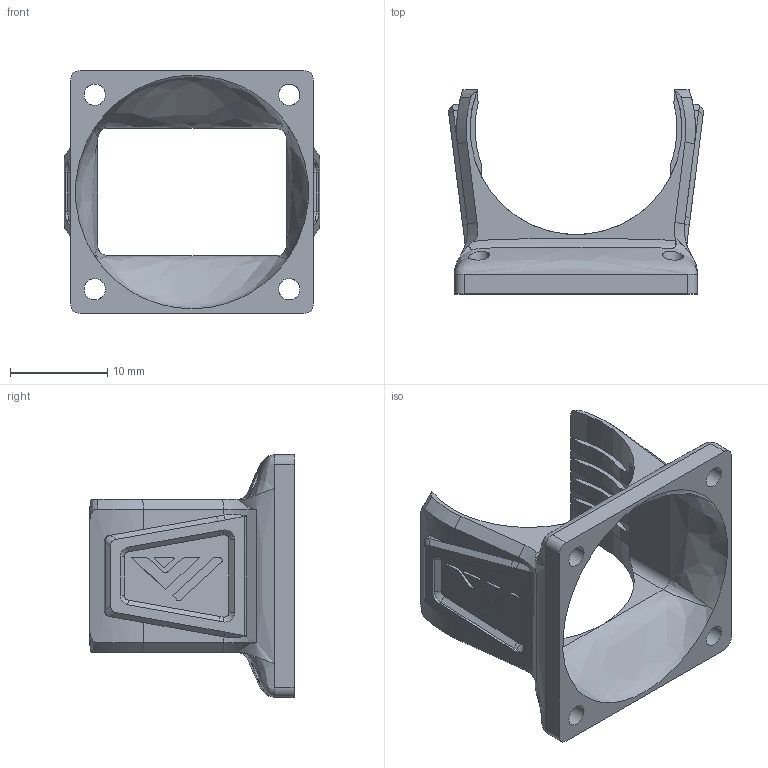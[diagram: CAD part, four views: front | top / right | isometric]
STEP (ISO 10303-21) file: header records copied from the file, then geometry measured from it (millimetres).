
FILE_DESCRIPTION(/* description */ (''),/* implementation_level */ '2;1');
FILE_NAME(/* name */ 'Fan duct 2510.step',/* time_stamp */ '2022-10-14T14:28:01-04:00',/* author */ (''),/* organization */ (''),/* preprocessor_version */ 'ST-DEVELOPER v19',/* originating_system */ 'Autodesk Translation Framework v11.7.0.108',/* authorisation */ '');
FILE_SCHEMA (('AUTOMOTIVE_DESIGN { 1 0 10303 214 3 1 1 }'));
Length unit declared in the file: millimetre
Products named in the file (1): fan duct
Bounding box: 26.27 x 21 x 25 mm (x, y, z)
Volume: 1903.7 mm3; surface area: 2758.1 mm2
Topology: 1 solids, 1 shells, 239 faces, 618 edges, 384 vertices
Faces by surface type: plane 131, cylinder 58, bspline 38, cone 12
Full cylindrical faces by diameter (mm): 2.2 x4
Entity records: 10082 total; most frequent: CARTESIAN_POINT 4474, ORIENTED_EDGE 1228, DIRECTION 1032, EDGE_CURVE 614, VERTEX_POINT 384, LINE 368, VECTOR 368, AXIS2_PLACEMENT_3D 332
